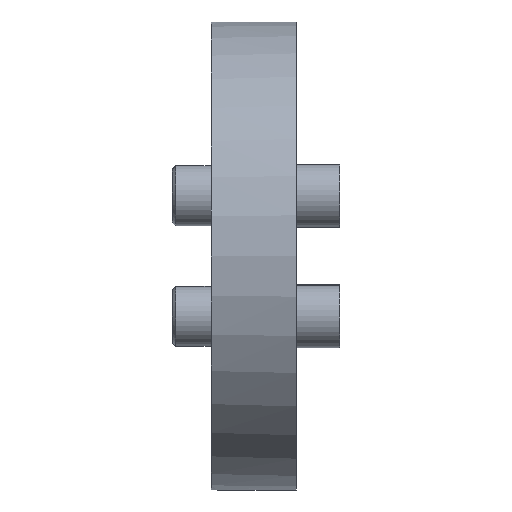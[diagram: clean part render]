
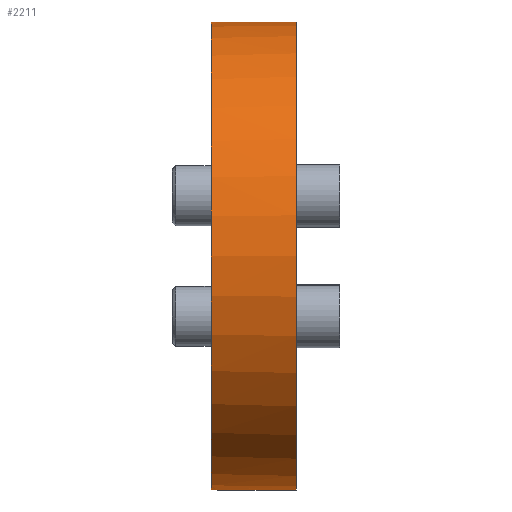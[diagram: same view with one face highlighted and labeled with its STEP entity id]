
A CAD part, left-side view. The second image highlights one B-rep face of the part: STEP entity #2211.
In plain terms, the highlighted cylindrical face has radius 34.95 mm (diameter 69.9 mm), a partial arc.
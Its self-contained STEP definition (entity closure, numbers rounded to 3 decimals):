
#22 = CARTESIAN_POINT ( 'NONE',  ( -0.799, -0.615, -34.941 ) ) ;
#51 = CIRCLE ( 'NONE', #2710, 34.95 ) ;
#64 = CARTESIAN_POINT ( 'NONE',  ( 0., -12.7, -34.95 ) ) ;
#68 = ORIENTED_EDGE ( 'NONE', *, *, #334, .T. ) ;
#128 = CARTESIAN_POINT ( 'NONE',  ( -1., 0., 34.936 ) ) ;
#283 = CARTESIAN_POINT ( 'NONE',  ( -0.503, -0.874, -34.947 ) ) ;
#289 = VERTEX_POINT ( 'NONE', #3380 ) ;
#329 = CIRCLE ( 'NONE', #2176, 34.95 ) ;
#334 = EDGE_CURVE ( 'NONE', #3045, #1960, #51, .T. ) ;
#397 = CARTESIAN_POINT ( 'NONE',  ( -0.974, -0.262, 34.936 ) ) ;
#422 = CARTESIAN_POINT ( 'NONE',  ( 0., 0., 0. ) ) ;
#523 = ORIENTED_EDGE ( 'NONE', *, *, #2802, .F. ) ;
#525 = CARTESIAN_POINT ( 'NONE',  ( -1., 0., -34.936 ) ) ;
#556 = CARTESIAN_POINT ( 'NONE',  ( -0.13, -1., -34.95 ) ) ;
#561 = B_SPLINE_CURVE_WITH_KNOTS ( 'NONE', 3,
 ( #128, #1747, #397, #2290, #667, #2570, #950, #2847, #1212, #3132 ),
 .UNSPECIFIED., .F., .F.,
 ( 4, 2, 2, 2, 4 ),
 ( 0., 0., 0.001, 0.001, 0.002 ),
 .UNSPECIFIED. ) ;
#667 = CARTESIAN_POINT ( 'NONE',  ( -0.799, -0.615, 34.941 ) ) ;
#687 = DIRECTION ( 'NONE',  ( 0., 0., 1. ) ) ;
#927 = CARTESIAN_POINT ( 'NONE',  ( 0., -12.7, -34.95 ) ) ;
#950 = CARTESIAN_POINT ( 'NONE',  ( -0.503, -0.874, 34.947 ) ) ;
#967 = DIRECTION ( 'NONE',  ( 0., 0., 1. ) ) ;
#1062 = EDGE_LOOP ( 'NONE', ( #523, #68, #2414, #2784, #1879, #2028 ) ) ;
#1125 = EDGE_CURVE ( 'NONE', #1960, #2430, #2700, .T. ) ;
#1149 = EDGE_CURVE ( 'NONE', #289, #2430, #561, .T. ) ;
#1188 = CARTESIAN_POINT ( 'NONE',  ( 0., -12.7, 34.95 ) ) ;
#1212 = CARTESIAN_POINT ( 'NONE',  ( -0.13, -1., 34.95 ) ) ;
#1294 = CARTESIAN_POINT ( 'NONE',  ( 0., -12.7, 0. ) ) ;
#1360 = CARTESIAN_POINT ( 'NONE',  ( -1., -0.132, -34.936 ) ) ;
#1369 = CARTESIAN_POINT ( 'NONE',  ( -0.974, -0.262, -34.936 ) ) ;
#1563 = DIRECTION ( 'NONE',  ( 0., 0., 1. ) ) ;
#1645 = CARTESIAN_POINT ( 'NONE',  ( -0.874, -0.504, -34.939 ) ) ;
#1647 = LINE ( 'NONE', #64, #2277 ) ;
#1747 = CARTESIAN_POINT ( 'NONE',  ( -1., -0.132, 34.936 ) ) ;
#1879 = ORIENTED_EDGE ( 'NONE', *, *, #2488, .F. ) ;
#1914 = CARTESIAN_POINT ( 'NONE',  ( -0.615, -0.8, -34.945 ) ) ;
#1948 = EDGE_CURVE ( 'NONE', #2080, #1988, #2828, .T. ) ;
#1960 = VERTEX_POINT ( 'NONE', #3024 ) ;
#1981 = CARTESIAN_POINT ( 'NONE',  ( 0., -1., 34.95 ) ) ;
#1988 = VERTEX_POINT ( 'NONE', #2394 ) ;
#2028 = ORIENTED_EDGE ( 'NONE', *, *, #1948, .T. ) ;
#2066 = VECTOR ( 'NONE', #3089, 1000. ) ;
#2080 = VERTEX_POINT ( 'NONE', #525 ) ;
#2171 = CARTESIAN_POINT ( 'NONE',  ( -1., 0., -34.936 ) ) ;
#2176 = AXIS2_PLACEMENT_3D ( 'NONE', #422, #2316, #687 ) ;
#2184 = CARTESIAN_POINT ( 'NONE',  ( -0.262, -0.974, -34.949 ) ) ;
#2211 = ADVANCED_FACE ( 'NONE', ( #3290 ), #3371, .T. ) ;
#2277 = VECTOR ( 'NONE', #2499, 1000. ) ;
#2290 = CARTESIAN_POINT ( 'NONE',  ( -0.874, -0.504, 34.939 ) ) ;
#2316 = DIRECTION ( 'NONE',  ( 0., 1., 0. ) ) ;
#2394 = CARTESIAN_POINT ( 'NONE',  ( 0., -1., -34.95 ) ) ;
#2414 = ORIENTED_EDGE ( 'NONE', *, *, #1125, .T. ) ;
#2430 = VERTEX_POINT ( 'NONE', #1981 ) ;
#2458 = CARTESIAN_POINT ( 'NONE',  ( 0., -1., -34.95 ) ) ;
#2488 = EDGE_CURVE ( 'NONE', #2080, #289, #329, .T. ) ;
#2499 = DIRECTION ( 'NONE',  ( 0., 1., 0. ) ) ;
#2570 = CARTESIAN_POINT ( 'NONE',  ( -0.615, -0.8, 34.945 ) ) ;
#2698 = AXIS2_PLACEMENT_3D ( 'NONE', #2874, #3140, #967 ) ;
#2700 = LINE ( 'NONE', #1188, #2066 ) ;
#2710 = AXIS2_PLACEMENT_3D ( 'NONE', #1294, #3208, #1563 ) ;
#2784 = ORIENTED_EDGE ( 'NONE', *, *, #1149, .F. ) ;
#2802 = EDGE_CURVE ( 'NONE', #3045, #1988, #1647, .T. ) ;
#2828 = B_SPLINE_CURVE_WITH_KNOTS ( 'NONE', 3,
 ( #2171, #1360, #1369, #1645, #22, #1914, #283, #2184, #556, #2458 ),
 .UNSPECIFIED., .F., .F.,
 ( 4, 2, 2, 2, 4 ),
 ( 0., 0., 0.001, 0.001, 0.002 ),
 .UNSPECIFIED. ) ;
#2847 = CARTESIAN_POINT ( 'NONE',  ( -0.262, -0.974, 34.949 ) ) ;
#2874 = CARTESIAN_POINT ( 'NONE',  ( 0., -12.7, 0. ) ) ;
#3024 = CARTESIAN_POINT ( 'NONE',  ( 0., -12.7, 34.95 ) ) ;
#3045 = VERTEX_POINT ( 'NONE', #927 ) ;
#3089 = DIRECTION ( 'NONE',  ( 0., 1., 0. ) ) ;
#3132 = CARTESIAN_POINT ( 'NONE',  ( 0., -1., 34.95 ) ) ;
#3140 = DIRECTION ( 'NONE',  ( 0., 1., 0. ) ) ;
#3208 = DIRECTION ( 'NONE',  ( 0., 1., 0. ) ) ;
#3290 = FACE_OUTER_BOUND ( 'NONE', #1062, .T. ) ;
#3371 = CYLINDRICAL_SURFACE ( 'NONE', #2698, 34.95 ) ;
#3380 = CARTESIAN_POINT ( 'NONE',  ( -1., 0., 34.936 ) ) ;
